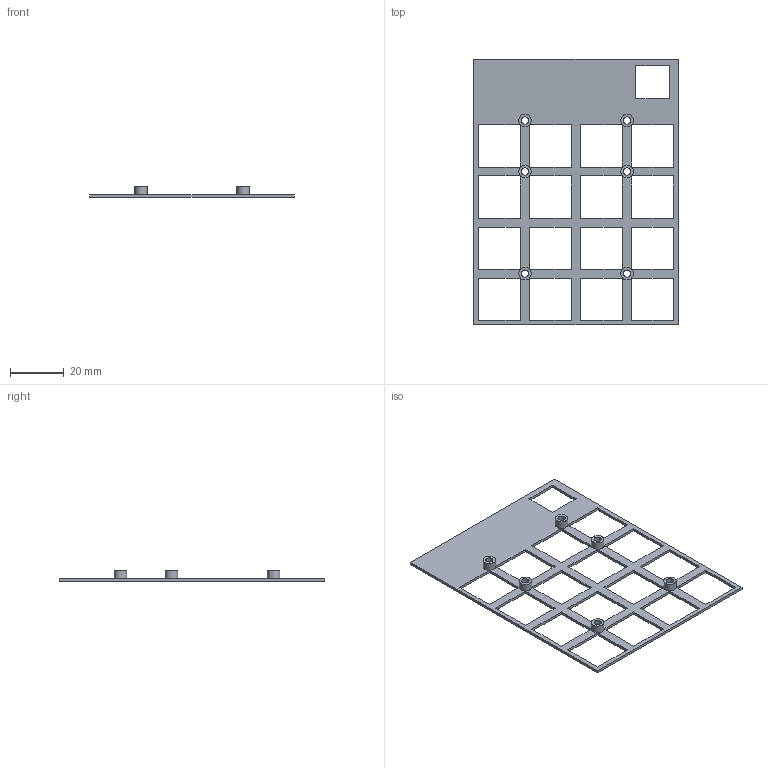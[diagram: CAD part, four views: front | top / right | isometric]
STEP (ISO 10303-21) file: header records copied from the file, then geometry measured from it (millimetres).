
FILE_DESCRIPTION(('Open CASCADE Model'),'2;1');
FILE_NAME('Open CASCADE Shape Model','2024-03-27T13:26:46',('Author'),( 'Open CASCADE'),'Open CASCADE STEP processor 6.8','Open CASCADE 6.8' ,'Unknown');
FILE_SCHEMA(('AUTOMOTIVE_DESIGN { 1 0 10303 214 1 1 1 1 }'));
Length unit declared in the file: millimetre
Products named in the file (1): PCB
Bounding box: 76.2 x 99 x 4 mm (x, y, z)
Volume: 3632.4 mm3; surface area: 8858.6 mm2
Topology: 7 solids, 7 shells, 104 faces, 270 edges, 180 vertices
Faces by surface type: plane 86, cylinder 18
Full cylindrical faces by diameter (mm): 2.7 x12, 4.7 x6
Entity records: 3316 total; most frequent: CARTESIAN_POINT 555, ORIENTED_EDGE 540, DIRECTION 516, EDGE_CURVE 270, LINE 234, VECTOR 234, VERTEX_POINT 180, FACE_BOUND 162
